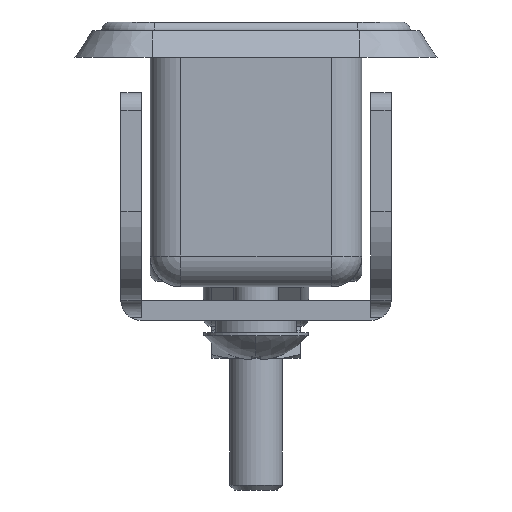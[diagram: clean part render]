
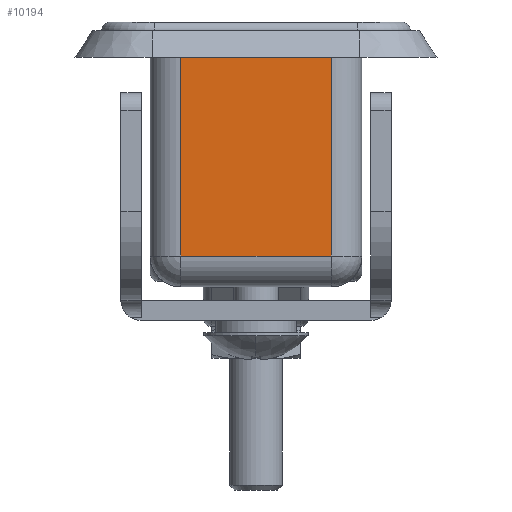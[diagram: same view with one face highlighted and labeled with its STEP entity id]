
A CAD part, front view. The second image highlights one B-rep face of the part: STEP entity #10194.
In plain terms, the highlighted planar face has unit normal (0, -1, 0).
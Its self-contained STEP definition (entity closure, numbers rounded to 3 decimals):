
#241 = DIRECTION ( 'NONE',  ( 0., 1., 0. ) ) ;
#675 = CARTESIAN_POINT ( 'NONE',  ( -12., -59., 0. ) ) ;
#758 = EDGE_LOOP ( 'NONE', ( #17683, #14735, #8100, #4152 ) ) ;
#947 = DIRECTION ( 'NONE',  ( 1., 0., 0. ) ) ;
#2179 = EDGE_CURVE ( 'NONE', #13237, #2356, #5235, .T. ) ;
#2356 = VERTEX_POINT ( 'NONE', #6377 ) ;
#3326 = CARTESIAN_POINT ( 'NONE',  ( -12., -59., -27. ) ) ;
#4152 = ORIENTED_EDGE ( 'NONE', *, *, #11195, .T. ) ;
#5113 = EDGE_CURVE ( 'NONE', #12318, #7211, #17600, .T. ) ;
#5235 = LINE ( 'NONE', #675, #13433 ) ;
#6377 = CARTESIAN_POINT ( 'NONE',  ( -8.5, -59., 0. ) ) ;
#7072 = LINE ( 'NONE', #18850, #7549 ) ;
#7211 = VERTEX_POINT ( 'NONE', #10952 ) ;
#7549 = VECTOR ( 'NONE', #9779, 1000. ) ;
#8100 = ORIENTED_EDGE ( 'NONE', *, *, #5113, .T. ) ;
#8108 = PLANE ( 'NONE',  #14396 ) ;
#9530 = VECTOR ( 'NONE', #947, 1000. ) ;
#9779 = DIRECTION ( 'NONE',  ( 0., 0., -1. ) ) ;
#10038 = DIRECTION ( 'NONE',  ( -1., 0., 0. ) ) ;
#10194 = ADVANCED_FACE ( 'NONE', ( #19936 ), #8108, .F. ) ;
#10546 = DIRECTION ( 'NONE',  ( 0., 0., 1. ) ) ;
#10952 = CARTESIAN_POINT ( 'NONE',  ( 8.5, -59., -23.5 ) ) ;
#11171 = DIRECTION ( 'NONE',  ( 0., 0., 1. ) ) ;
#11195 = EDGE_CURVE ( 'NONE', #7211, #13237, #14216, .T. ) ;
#12318 = VERTEX_POINT ( 'NONE', #16071 ) ;
#13237 = VERTEX_POINT ( 'NONE', #19020 ) ;
#13433 = VECTOR ( 'NONE', #10038, 1000. ) ;
#13674 = EDGE_CURVE ( 'NONE', #2356, #12318, #7072, .T. ) ;
#13768 = VECTOR ( 'NONE', #10546, 1000. ) ;
#14216 = LINE ( 'NONE', #18116, #13768 ) ;
#14396 = AXIS2_PLACEMENT_3D ( 'NONE', #3326, #241, #11171 ) ;
#14735 = ORIENTED_EDGE ( 'NONE', *, *, #13674, .T. ) ;
#16071 = CARTESIAN_POINT ( 'NONE',  ( -8.5, -59., -23.5 ) ) ;
#17600 = LINE ( 'NONE', #17871, #9530 ) ;
#17683 = ORIENTED_EDGE ( 'NONE', *, *, #2179, .T. ) ;
#17871 = CARTESIAN_POINT ( 'NONE',  ( -12., -59., -23.5 ) ) ;
#18116 = CARTESIAN_POINT ( 'NONE',  ( 8.5, -59., -27. ) ) ;
#18850 = CARTESIAN_POINT ( 'NONE',  ( -8.5, -59., -27. ) ) ;
#19020 = CARTESIAN_POINT ( 'NONE',  ( 8.5, -59., 0. ) ) ;
#19936 = FACE_OUTER_BOUND ( 'NONE', #758, .T. ) ;
